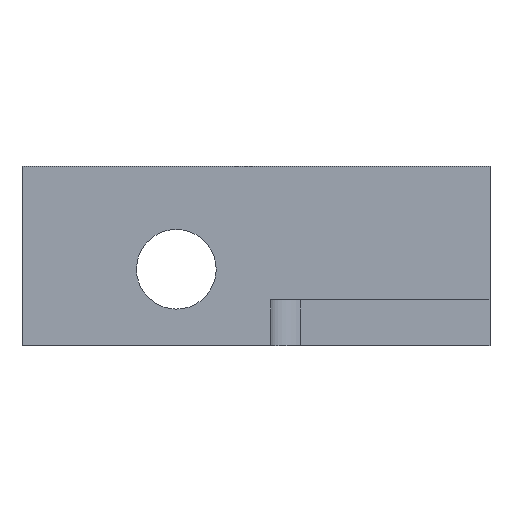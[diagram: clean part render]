
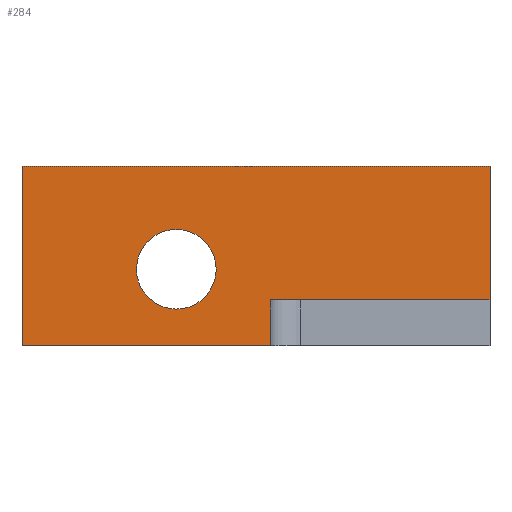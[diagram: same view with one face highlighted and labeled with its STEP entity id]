
A CAD part, left-side view. The second image highlights one B-rep face of the part: STEP entity #284.
In plain terms, the highlighted planar face has unit normal (-1, 0, 0).
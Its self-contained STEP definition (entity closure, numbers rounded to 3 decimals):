
#182=CARTESIAN_POINT('Vertex',(-20.,47.,-7.)) ;
#185=CARTESIAN_POINT('Line Origine',(-20.,47.,2.)) ;
#189=CARTESIAN_POINT('Vertex',(-20.,47.,11.)) ;
#220=CARTESIAN_POINT('Axis2P3D Location',(-20.,0.,-7.)) ;
#225=CARTESIAN_POINT('Line Origine',(-20.,0.,4.298)) ;
#229=CARTESIAN_POINT('Vertex',(-20.,0.,-2.405)) ;
#231=CARTESIAN_POINT('Vertex',(-20.,0.,11.)) ;
#234=CARTESIAN_POINT('Line Origine',(-20.,23.5,11.)) ;
#239=CARTESIAN_POINT('Line Origine',(-20.,34.5,-7.)) ;
#243=CARTESIAN_POINT('Vertex',(-20.,22.,-7.)) ;
#246=CARTESIAN_POINT('Line Origine',(-20.,22.,-4.702)) ;
#250=CARTESIAN_POINT('Vertex',(-20.,22.,-2.405)) ;
#253=CARTESIAN_POINT('Line Origine',(-20.,11.,-2.405)) ;
#266=CARTESIAN_POINT('Axis2P3D Location',(-20.,31.5,0.667)) ;
#270=CARTESIAN_POINT('Vertex',(-20.,35.01,-1.251)) ;
#272=CARTESIAN_POINT('Vertex',(-20.,27.99,2.585)) ;
#275=CARTESIAN_POINT('Axis2P3D Location',(-20.,31.5,0.667)) ;
#186=DIRECTION('Vector Direction',(0.,0.,1.)) ;
#221=DIRECTION('Axis2P3D Direction',(-1.,0.,0.)) ;
#222=DIRECTION('Axis2P3D XDirection',(0.,0.,1.)) ;
#226=DIRECTION('Vector Direction',(0.,0.,1.)) ;
#235=DIRECTION('Vector Direction',(0.,1.,0.)) ;
#240=DIRECTION('Vector Direction',(0.,1.,0.)) ;
#247=DIRECTION('Vector Direction',(0.,0.,-1.)) ;
#254=DIRECTION('Vector Direction',(0.,1.,0.)) ;
#267=DIRECTION('Axis2P3D Direction',(-1.,0.,0.)) ;
#276=DIRECTION('Axis2P3D Direction',(-1.,0.,0.)) ;
#223=AXIS2_PLACEMENT_3D('Plane Axis2P3D',#220,#221,#222) ;
#268=AXIS2_PLACEMENT_3D('Circle Axis2P3D',#266,#267,$) ;
#277=AXIS2_PLACEMENT_3D('Circle Axis2P3D',#275,#276,$) ;
#259=ORIENTED_EDGE('',*,*,#233,.T.) ;
#260=ORIENTED_EDGE('',*,*,#238,.T.) ;
#261=ORIENTED_EDGE('',*,*,#191,.F.) ;
#262=ORIENTED_EDGE('',*,*,#245,.F.) ;
#263=ORIENTED_EDGE('',*,*,#252,.T.) ;
#264=ORIENTED_EDGE('',*,*,#257,.F.) ;
#281=ORIENTED_EDGE('',*,*,#274,.F.) ;
#282=ORIENTED_EDGE('',*,*,#279,.F.) ;
#283=FACE_BOUND('',#280,.T.) ;
#187=VECTOR('Line Direction',#186,1.) ;
#227=VECTOR('Line Direction',#226,1.) ;
#236=VECTOR('Line Direction',#235,1.) ;
#241=VECTOR('Line Direction',#240,1.) ;
#248=VECTOR('Line Direction',#247,1.) ;
#255=VECTOR('Line Direction',#254,1.) ;
#284=ADVANCED_FACE('Corps principal',(#265,#283),#224,.T.) ;
#269=CIRCLE('generated circle',#268,4.) ;
#278=CIRCLE('generated circle',#277,4.) ;
#191=EDGE_CURVE('',#183,#190,#188,.T.) ;
#233=EDGE_CURVE('',#230,#232,#228,.T.) ;
#238=EDGE_CURVE('',#232,#190,#237,.T.) ;
#245=EDGE_CURVE('',#244,#183,#242,.T.) ;
#252=EDGE_CURVE('',#244,#251,#249,.F.) ;
#257=EDGE_CURVE('',#230,#251,#256,.T.) ;
#274=EDGE_CURVE('',#271,#273,#269,.T.) ;
#279=EDGE_CURVE('',#273,#271,#278,.T.) ;
#258=EDGE_LOOP('',(#259,#260,#261,#262,#263,#264)) ;
#280=EDGE_LOOP('',(#281,#282)) ;
#265=FACE_OUTER_BOUND('',#258,.T.) ;
#188=LINE('Line',#185,#187) ;
#228=LINE('Line',#225,#227) ;
#237=LINE('Line',#234,#236) ;
#242=LINE('Line',#239,#241) ;
#249=LINE('Line',#246,#248) ;
#256=LINE('Line',#253,#255) ;
#224=PLANE('',#223) ;
#183=VERTEX_POINT('',#182) ;
#190=VERTEX_POINT('',#189) ;
#230=VERTEX_POINT('',#229) ;
#232=VERTEX_POINT('',#231) ;
#244=VERTEX_POINT('',#243) ;
#251=VERTEX_POINT('',#250) ;
#271=VERTEX_POINT('',#270) ;
#273=VERTEX_POINT('',#272) ;
